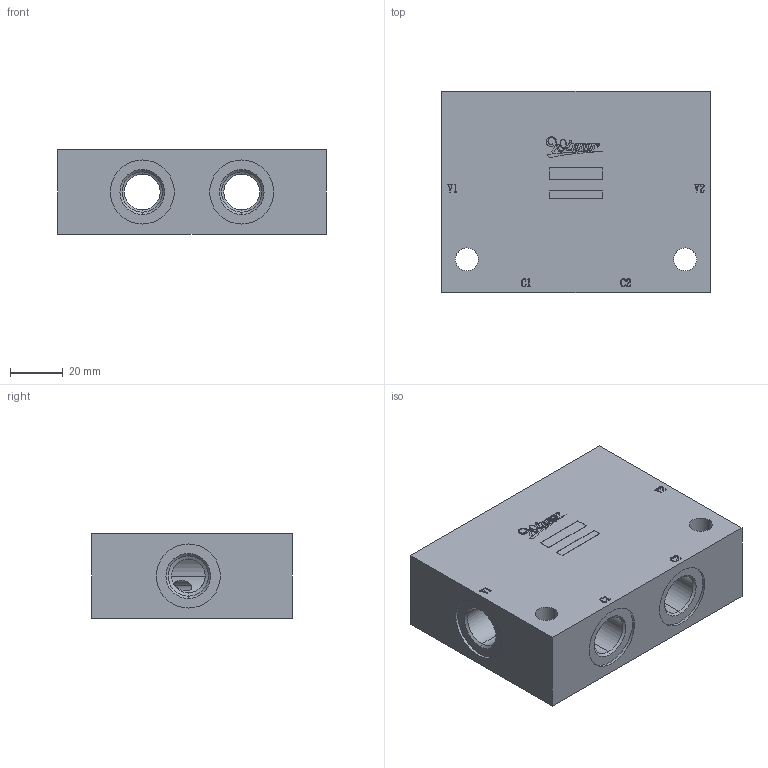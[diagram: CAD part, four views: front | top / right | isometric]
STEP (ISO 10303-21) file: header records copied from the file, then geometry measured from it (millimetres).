
FILE_DESCRIPTION (( 'STEP AP203' ), '1' );
FILE_NAME ('ML-60-CDW-11A3-11A3-G03-Z01.STEP', '2026-02-26T00:09:34', ( '' ), ( '' ), 'SwSTEP 2.0', 'SolidWorks 2018', '' );
FILE_SCHEMA (( 'CONFIG_CONTROL_DESIGN' ));
Length unit declared in the file: millimetre
Products named in the file (1): ML-60-CDW-11A3-11A3-G03-Z01
Bounding box: 101.6 x 76 x 31.8 mm (x, y, z)
Volume: 191849.1 mm3; surface area: 38401.3 mm2
Topology: 1 solids, 1 shells, 466 faces, 1285 edges, 842 vertices
Faces by surface type: cylinder 193, plane 137, bspline 104, cone 32
Entity records: 18340 total; most frequent: CARTESIAN_POINT 6734, ORIENTED_EDGE 2570, DIRECTION 2181, EDGE_CURVE 1285, VERTEX_POINT 842, AXIS2_PLACEMENT_3D 757, LINE 667, VECTOR 667
